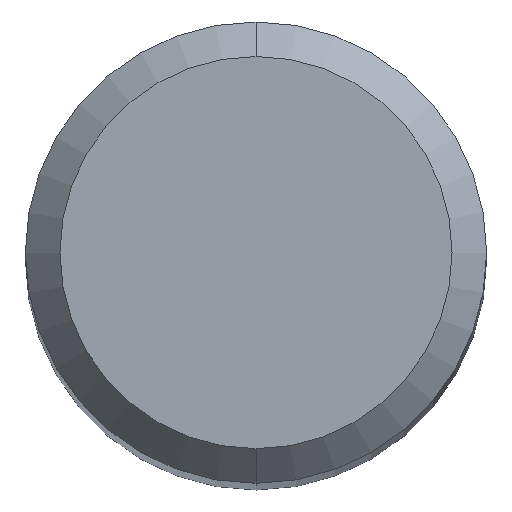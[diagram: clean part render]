
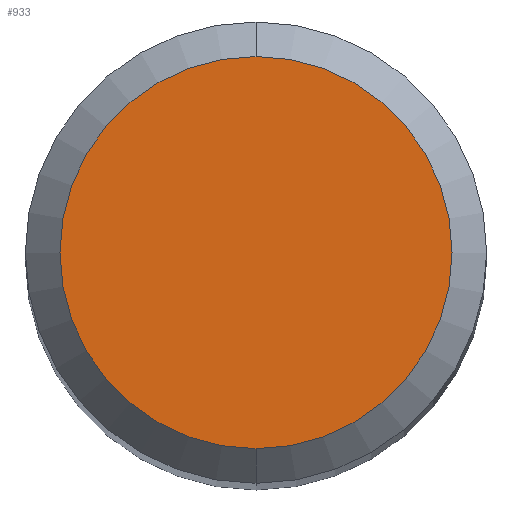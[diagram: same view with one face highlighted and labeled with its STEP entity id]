
A CAD part, top view. The second image highlights one B-rep face of the part: STEP entity #933.
In plain terms, the highlighted planar face has unit normal (0, 0, 1).
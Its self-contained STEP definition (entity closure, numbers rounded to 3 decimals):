
#667=EDGE_CURVE('',#697,#1175,#1489,.T.);
#697=VERTEX_POINT('',#1520);
#915=EDGE_CURVE('',#1175,#697,#1758,.T.);
#933=ADVANCED_FACE('',(#1779),#1780,.T.);
#1175=VERTEX_POINT('',#2044);
#1489=CIRCLE('',#2965,1.7);
#1520=CARTESIAN_POINT('',(0.,-1.7,0.0));
#1758=CIRCLE('',#3983,1.7);
#1779=FACE_OUTER_BOUND('',#4199,.T.);
#1780=PLANE('',#4200);
#2044=CARTESIAN_POINT('',(0.0,1.7,0.0));
#2965=AXIS2_PLACEMENT_3D('',#5630,#5631,#5632);
#3983=AXIS2_PLACEMENT_3D('',#5893,#5894,#5895);
#4199=EDGE_LOOP('',(#5928,#5929));
#4200=AXIS2_PLACEMENT_3D('',#5930,#5931,#5932);
#5630=CARTESIAN_POINT('',(0.0,0.0,0.0));
#5631=DIRECTION('',(0.0,0.0,-1.0));
#5632=DIRECTION('',(0.0,1.0,0.0));
#5893=CARTESIAN_POINT('',(0.0,0.0,0.0));
#5894=DIRECTION('',(0.0,0.0,-1.0));
#5895=DIRECTION('',(0.0,1.0,0.0));
#5928=ORIENTED_EDGE('',*,*,#915,.F.);
#5929=ORIENTED_EDGE('',*,*,#667,.F.);
#5930=CARTESIAN_POINT('',(0.0,0.85,0.0));
#5931=DIRECTION('',(-0.0,0.0,1.0));
#5932=DIRECTION('',(0.0,-1.0,0.0));
